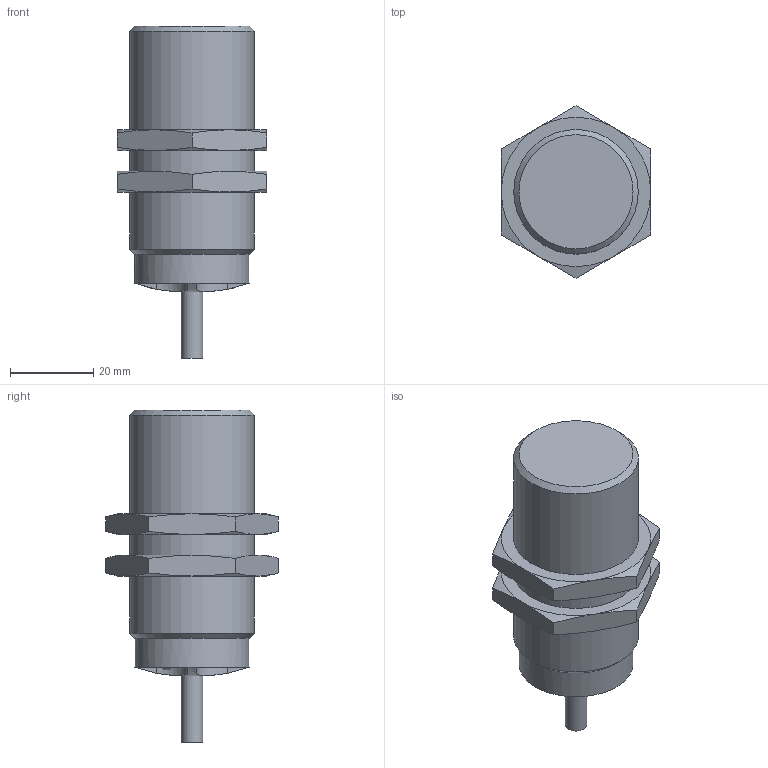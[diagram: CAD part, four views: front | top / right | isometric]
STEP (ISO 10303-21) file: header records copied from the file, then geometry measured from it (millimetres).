
FILE_DESCRIPTION(/* description */ ('STEP AP214'),/* implementation_level */ '2;1');
FILE_NAME(/* name */ '553552_SIEF-M30B-NS-K-L',/* time_stamp */ '2024-09-15T04:35:19+02:00',/* author */ ('License CC BY-ND 4.0'),/* organization */ ('CADENAS'),/* preprocessor_version */ 'ST-DEVELOPER v19.3',/* originating_system */ 'PARTsolutions',/* authorisation */ ' ');
FILE_SCHEMA (('AUTOMOTIVE_DESIGN {1 0 10303 214 3 1 1}'));
Length unit declared in the file: millimetre
Products named in the file (3): 553552 SIEF-M30B-NS-K-L; 553552 SIEF-M30B-NS-K-L_1; Sensor Mutter_M30x1.5
Assembly tree (3 placements, depth 2):
  553552 SIEF-M30B-NS-K-L
    553552 SIEF-M30B-NS-K-L_1
    Sensor Mutter_M30x1.5  x2
Bounding box: 36 x 41.57 x 80 mm (x, y, z)
Volume: 47935.5 mm3; surface area: 11666.1 mm2
Topology: 3 solids, 3 shells, 80 faces, 169 edges, 99 vertices
Faces by surface type: plane 34, cone 30, cylinder 14, torus 1, sphere 1
Full cylindrical faces by diameter (mm): 2.8 x2, 3.3 x1, 3.42 x1, 5.2 x1, 5.7 x1, 27.5 x1, 28.376 x2, 30 x1
Entity records: 1535 total; most frequent: CARTESIAN_POINT 351, DIRECTION 232, ORIENTED_EDGE 204, AXIS2_PLACEMENT_3D 105, EDGE_CURVE 102, EDGE_LOOP 78, FACE_BOUND 78, VERTEX_POINT 68
